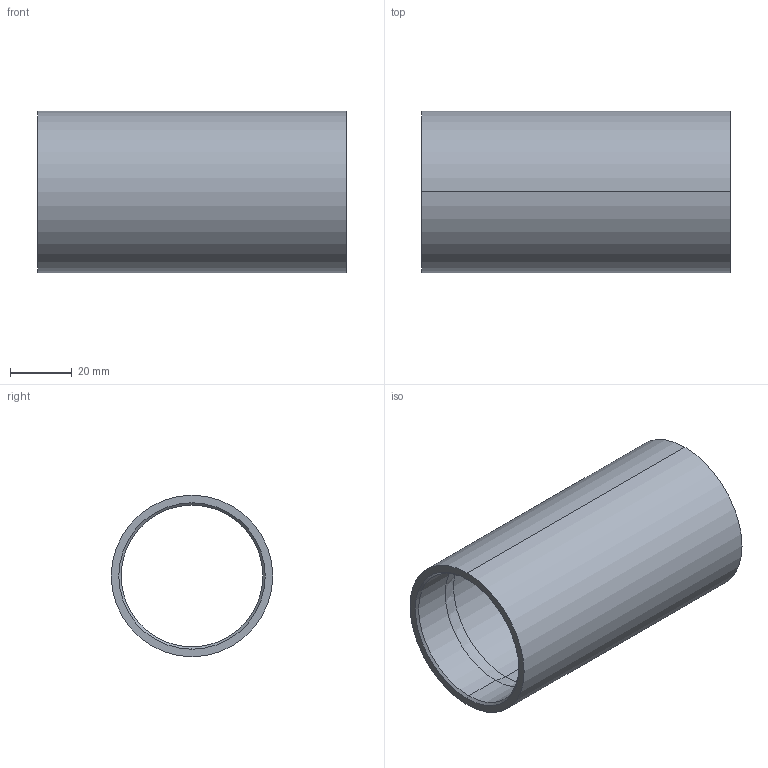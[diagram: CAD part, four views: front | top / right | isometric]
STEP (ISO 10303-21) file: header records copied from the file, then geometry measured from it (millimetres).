
FILE_DESCRIPTION (( 'STEP AP214' ), '1' );
FILE_NAME ('2.062 x 100 T47.STEP', '2025-04-07T21:48:06', ( '' ), ( '' ), 'SwSTEP 2.0', 'SolidWorks 2023', '' );
FILE_SCHEMA (( 'AUTOMOTIVE_DESIGN' ));
Length unit declared in the file: inch
Products named in the file (1): 2.062 x 100 T47
Bounding box: 100 x 52.39 x 52.39 mm (x, y, z)
Volume: 40115.7 mm3; surface area: 32270.2 mm2
Topology: 1 solids, 1 shells, 24 faces, 48 edges, 28 vertices
Faces by surface type: cylinder 12, cone 4, torus 4, plane 4
Entity records: 659 total; most frequent: DIRECTION 130, CARTESIAN_POINT 101, ORIENTED_EDGE 96, AXIS2_PLACEMENT_3D 57, EDGE_CURVE 48, CIRCLE 32, EDGE_LOOP 28, VERTEX_POINT 28
